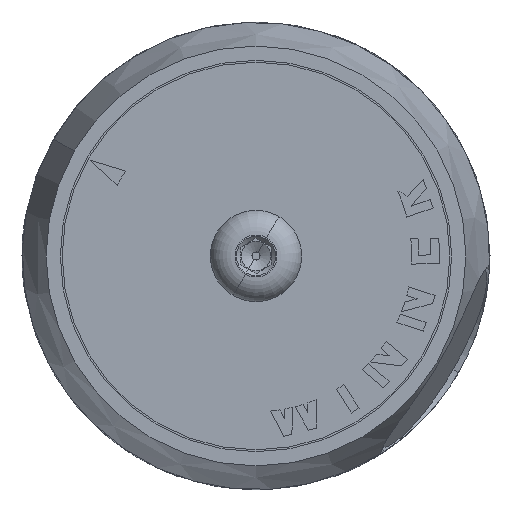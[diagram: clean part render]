
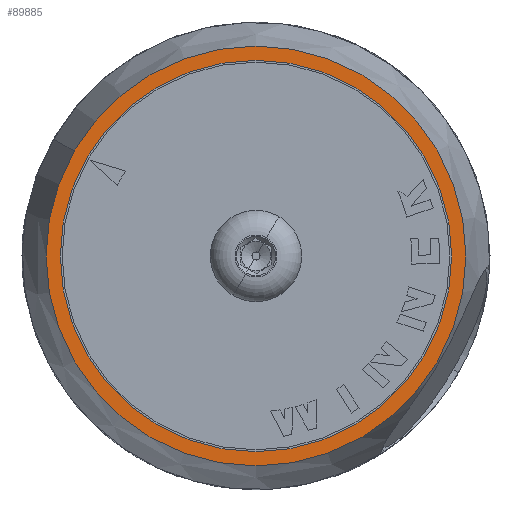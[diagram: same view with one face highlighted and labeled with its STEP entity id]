
A CAD part, left-side view. The second image highlights one B-rep face of the part: STEP entity #89885.
In plain terms, the highlighted planar face has unit normal (-1, 0, 0).
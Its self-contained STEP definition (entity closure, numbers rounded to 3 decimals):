
#853 = AXIS2_PLACEMENT_3D ( 'NONE', #7106, #88579, #104103 ) ;
#2491 = CIRCLE ( 'NONE', #93206, 17. ) ;
#2569 = EDGE_CURVE ( 'NONE', #10158, #49447, #17801, .T. ) ;
#7106 = CARTESIAN_POINT ( 'NONE',  ( -45.173, 0., 0. ) ) ;
#9348 = DIRECTION ( 'NONE',  ( 0., 0.866, 0.5 ) ) ;
#10139 = EDGE_CURVE ( 'NONE', #100891, #18398, #43898, .T. ) ;
#10158 = VERTEX_POINT ( 'NONE', #74422 ) ;
#10355 = CARTESIAN_POINT ( 'NONE',  ( -45.173, -13.727, -7.925 ) ) ;
#10701 = DIRECTION ( 'NONE',  ( 1., 0., 0. ) ) ;
#12847 = CARTESIAN_POINT ( 'NONE',  ( -45.173, 0., 0. ) ) ;
#13547 = DIRECTION ( 'NONE',  ( 1., 0., 0. ) ) ;
#17477 = FACE_BOUND ( 'NONE', #84548, .T. ) ;
#17801 = CIRCLE ( 'NONE', #30899, 15.85 ) ;
#18398 = VERTEX_POINT ( 'NONE', #39749 ) ;
#30899 = AXIS2_PLACEMENT_3D ( 'NONE', #74547, #73545, #99229 ) ;
#38589 = ORIENTED_EDGE ( 'NONE', *, *, #2569, .T. ) ;
#39749 = CARTESIAN_POINT ( 'NONE',  ( -45.173, -14.722, -8.5 ) ) ;
#41939 = CARTESIAN_POINT ( 'NONE',  ( -45.173, 0., 0. ) ) ;
#43898 = CIRCLE ( 'NONE', #102135, 17. ) ;
#48797 = EDGE_CURVE ( 'NONE', #18398, #100891, #2491, .T. ) ;
#49447 = VERTEX_POINT ( 'NONE', #55895 ) ;
#53050 = ORIENTED_EDGE ( 'NONE', *, *, #48797, .F. ) ;
#55895 = CARTESIAN_POINT ( 'NONE',  ( -45.173, 13.727, 7.925 ) ) ;
#57712 = PLANE ( 'NONE',  #81154 ) ;
#60112 = ORIENTED_EDGE ( 'NONE', *, *, #100142, .T. ) ;
#65480 = FACE_OUTER_BOUND ( 'NONE', #87058, .T. ) ;
#65960 = DIRECTION ( 'NONE',  ( 0., 0.866, 0.5 ) ) ;
#73545 = DIRECTION ( 'NONE',  ( 1., 0., 0. ) ) ;
#74422 = CARTESIAN_POINT ( 'NONE',  ( -45.173, -13.727, -7.925 ) ) ;
#74547 = CARTESIAN_POINT ( 'NONE',  ( -45.173, 0., 0. ) ) ;
#75803 = CARTESIAN_POINT ( 'NONE',  ( -45.173, 14.722, 8.5 ) ) ;
#80178 = CIRCLE ( 'NONE', #853, 15.85 ) ;
#81154 = AXIS2_PLACEMENT_3D ( 'NONE', #10355, #10701, #9348 ) ;
#84548 = EDGE_LOOP ( 'NONE', ( #60112, #38589 ) ) ;
#86244 = DIRECTION ( 'NONE',  ( 0., 0.866, 0.5 ) ) ;
#87058 = EDGE_LOOP ( 'NONE', ( #99705, #53050 ) ) ;
#88579 = DIRECTION ( 'NONE',  ( 1., 0., 0. ) ) ;
#89885 = ADVANCED_FACE ( 'NONE', ( #65480, #17477 ), #57712, .F. ) ;
#93206 = AXIS2_PLACEMENT_3D ( 'NONE', #12847, #13547, #86244 ) ;
#99229 = DIRECTION ( 'NONE',  ( 0., 0.866, 0.5 ) ) ;
#99453 = DIRECTION ( 'NONE',  ( 1., 0., 0. ) ) ;
#99705 = ORIENTED_EDGE ( 'NONE', *, *, #10139, .F. ) ;
#100142 = EDGE_CURVE ( 'NONE', #49447, #10158, #80178, .T. ) ;
#100891 = VERTEX_POINT ( 'NONE', #75803 ) ;
#102135 = AXIS2_PLACEMENT_3D ( 'NONE', #41939, #99453, #65960 ) ;
#104103 = DIRECTION ( 'NONE',  ( 0., 0.866, 0.5 ) ) ;
